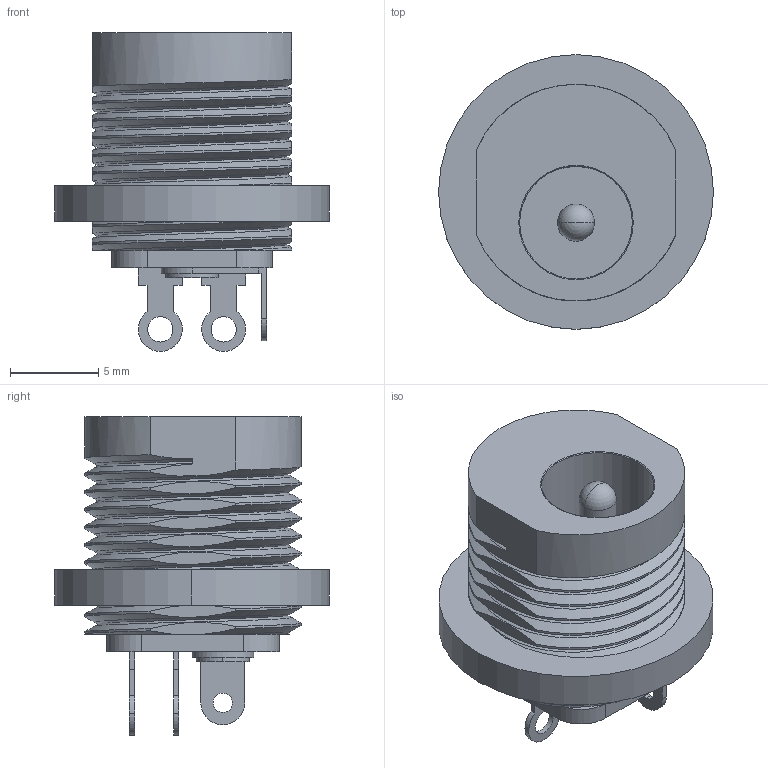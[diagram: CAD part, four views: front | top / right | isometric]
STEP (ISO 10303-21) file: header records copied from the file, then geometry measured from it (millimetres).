
FILE_DESCRIPTION (( 'STEP AP203' ), '1' );
FILE_NAME ('Adafruit 5.5 x 2.1 DC Coax Panel Mount Power Jack (PN 601)_default.STEP', '2025-12-15T04:21:15', ( '' ), ( '' ), 'SwSTEP 2.0', 'SolidWorks 2023', '' );
FILE_SCHEMA (( 'CONFIG_CONTROL_DESIGN' ));
Length unit declared in the file: millimetre
Products named in the file (1): Adafruit 5.5 x 2.1 DC Coax Panel Mount Power Jack (PN 601)_default
Bounding box: 15.6 x 15.6 x 18.1 mm (x, y, z)
Volume: 1347.8 mm3; surface area: 1635.9 mm2
Topology: 5 solids, 5 shells, 123 faces, 320 edges, 211 vertices
Faces by surface type: plane 61, cylinder 47, bspline 11, torus 2, sphere 2
Entity records: 8721 total; most frequent: CARTESIAN_POINT 5848, ORIENTED_EDGE 634, DIRECTION 511, EDGE_CURVE 317, VERTEX_POINT 210, AXIS2_PLACEMENT_3D 181, LINE 149, VECTOR 149
